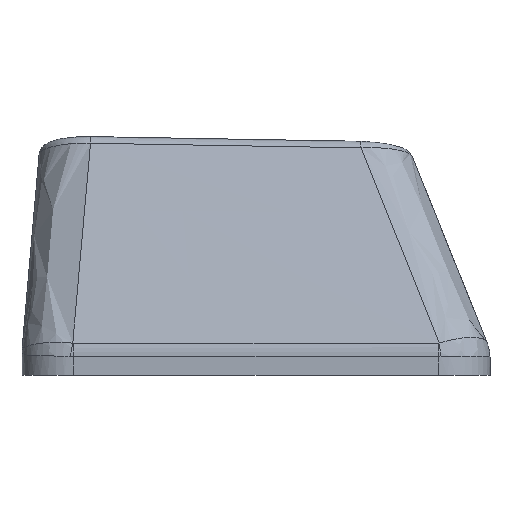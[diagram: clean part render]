
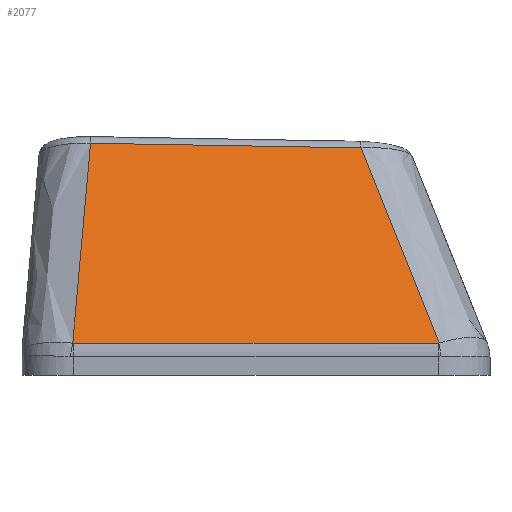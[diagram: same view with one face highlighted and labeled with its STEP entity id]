
A CAD part, left-side view. The second image highlights one B-rep face of the part: STEP entity #2077.
In plain terms, the highlighted free-form (B-spline) face has degree [3, 3] with [4, 4] control points.
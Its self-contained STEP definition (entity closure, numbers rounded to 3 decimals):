
#98=B_SPLINE_SURFACE_WITH_KNOTS('',3,3,((#4405,#4406,#4407,#4408),(#4409,
#4410,#4411,#4412),(#4413,#4414,#4415,#4416),(#4417,#4418,#4419,#4420)),
 .UNSPECIFIED.,.F.,.F.,.F.,(4,4),(4,4),(0.104,0.892),
(0.041,0.97),.UNSPECIFIED.);
#303=FACE_OUTER_BOUND('',#405,.T.);
#405=EDGE_LOOP('',(#1712,#1713,#1714,#1715,#1716,#1717));
#608=B_SPLINE_CURVE_WITH_KNOTS('',3,(#4101,#4102,#4103,#4104),
 .UNSPECIFIED.,.F.,.F.,(4,4),(0.,0.003),
 .UNSPECIFIED.);
#610=B_SPLINE_CURVE_WITH_KNOTS('',3,(#4128,#4129,#4130,#4131),
 .UNSPECIFIED.,.F.,.F.,(4,4),(0.,1.416),.UNSPECIFIED.);
#612=B_SPLINE_CURVE_WITH_KNOTS('',3,(#4155,#4156,#4157,#4158),
 .UNSPECIFIED.,.F.,.F.,(4,4),(0.,0.003),
 .UNSPECIFIED.);
#627=B_SPLINE_CURVE_WITH_KNOTS('',3,(#4422,#4423,#4424,#4425),
 .UNSPECIFIED.,.F.,.F.,(4,4),(0.039,0.904),
 .UNSPECIFIED.);
#628=B_SPLINE_CURVE_WITH_KNOTS('',3,(#4427,#4428,#4429,#4430),
 .UNSPECIFIED.,.F.,.F.,(4,4),(-1.049,0.),.UNSPECIFIED.);
#629=B_SPLINE_CURVE_WITH_KNOTS('',3,(#4431,#4432,#4433,#4434),
 .UNSPECIFIED.,.F.,.F.,(4,4),(-0.867,-0.037),
 .UNSPECIFIED.);
#887=VERTEX_POINT('',#4065);
#889=VERTEX_POINT('',#4094);
#891=VERTEX_POINT('',#4121);
#893=VERTEX_POINT('',#4148);
#909=VERTEX_POINT('',#4421);
#910=VERTEX_POINT('',#4426);
#1170=EDGE_CURVE('',#887,#889,#608,.T.);
#1173=EDGE_CURVE('',#889,#891,#610,.T.);
#1176=EDGE_CURVE('',#891,#893,#612,.T.);
#1200=EDGE_CURVE('',#909,#887,#627,.T.);
#1201=EDGE_CURVE('',#910,#909,#628,.T.);
#1202=EDGE_CURVE('',#893,#910,#629,.T.);
#1712=ORIENTED_EDGE('',*,*,#1176,.F.);
#1713=ORIENTED_EDGE('',*,*,#1173,.F.);
#1714=ORIENTED_EDGE('',*,*,#1170,.F.);
#1715=ORIENTED_EDGE('',*,*,#1200,.F.);
#1716=ORIENTED_EDGE('',*,*,#1201,.F.);
#1717=ORIENTED_EDGE('',*,*,#1202,.F.);
#2077=ADVANCED_FACE('',(#303),#98,.T.);
#4065=CARTESIAN_POINT('',(-8.981,-7.107,0.26));
#4094=CARTESIAN_POINT('',(-8.982,-7.081,0.258));
#4101=CARTESIAN_POINT('Ctrl Pts',(-8.981,-7.107,0.26));
#4102=CARTESIAN_POINT('Ctrl Pts',(-8.982,-7.098,0.259));
#4103=CARTESIAN_POINT('Ctrl Pts',(-8.982,-7.089,0.258));
#4104=CARTESIAN_POINT('Ctrl Pts',(-8.982,-7.081,0.258));
#4121=CARTESIAN_POINT('',(-8.986,7.08,0.253));
#4128=CARTESIAN_POINT('Ctrl Pts',(-8.982,-7.081,0.258));
#4129=CARTESIAN_POINT('Ctrl Pts',(-8.984,-2.36,0.256));
#4130=CARTESIAN_POINT('Ctrl Pts',(-8.985,2.36,0.255));
#4131=CARTESIAN_POINT('Ctrl Pts',(-8.986,7.08,0.253));
#4148=CARTESIAN_POINT('',(-8.985,7.111,0.256));
#4155=CARTESIAN_POINT('Ctrl Pts',(-8.986,7.08,0.253));
#4156=CARTESIAN_POINT('Ctrl Pts',(-8.986,7.091,0.253));
#4157=CARTESIAN_POINT('Ctrl Pts',(-8.986,7.101,0.254));
#4158=CARTESIAN_POINT('Ctrl Pts',(-8.985,7.111,0.256));
#4405=CARTESIAN_POINT('Ctrl Pts',(-6.097,-4.453,7.83));
#4406=CARTESIAN_POINT('Ctrl Pts',(-7.06,-5.339,5.303));
#4407=CARTESIAN_POINT('Ctrl Pts',(-8.023,-6.225,2.775));
#4408=CARTESIAN_POINT('Ctrl Pts',(-8.986,-7.111,0.247));
#4409=CARTESIAN_POINT('Ctrl Pts',(-6.097,-0.691,7.893));
#4410=CARTESIAN_POINT('Ctrl Pts',(-7.06,-1.251,5.345));
#4411=CARTESIAN_POINT('Ctrl Pts',(-8.023,-1.811,2.797));
#4412=CARTESIAN_POINT('Ctrl Pts',(-8.986,-2.37,0.249));
#4413=CARTESIAN_POINT('Ctrl Pts',(-6.097,3.071,7.955));
#4414=CARTESIAN_POINT('Ctrl Pts',(-7.06,2.837,5.387));
#4415=CARTESIAN_POINT('Ctrl Pts',(-8.023,2.604,2.819));
#4416=CARTESIAN_POINT('Ctrl Pts',(-8.986,2.37,0.251));
#4417=CARTESIAN_POINT('Ctrl Pts',(-6.097,6.832,8.017));
#4418=CARTESIAN_POINT('Ctrl Pts',(-7.06,6.925,5.429));
#4419=CARTESIAN_POINT('Ctrl Pts',(-8.023,7.018,2.841));
#4420=CARTESIAN_POINT('Ctrl Pts',(-8.986,7.111,0.253));
#4421=CARTESIAN_POINT('',(-6.099,-4.07,7.831));
#4422=CARTESIAN_POINT('Ctrl Pts',(-6.099,-4.07,7.831));
#4423=CARTESIAN_POINT('Ctrl Pts',(-7.059,-5.081,5.307));
#4424=CARTESIAN_POINT('Ctrl Pts',(-8.02,-6.094,2.783));
#4425=CARTESIAN_POINT('Ctrl Pts',(-8.981,-7.107,0.26));
#4426=CARTESIAN_POINT('',(-6.097,6.422,8.01));
#4427=CARTESIAN_POINT('Ctrl Pts',(-6.097,6.422,8.01));
#4428=CARTESIAN_POINT('Ctrl Pts',(-6.098,2.925,7.951));
#4429=CARTESIAN_POINT('Ctrl Pts',(-6.098,-0.573,
7.891));
#4430=CARTESIAN_POINT('Ctrl Pts',(-6.099,-4.07,7.831));
#4431=CARTESIAN_POINT('Ctrl Pts',(-8.985,7.111,0.256));
#4432=CARTESIAN_POINT('Ctrl Pts',(-8.023,6.882,2.841));
#4433=CARTESIAN_POINT('Ctrl Pts',(-7.061,6.652,5.426));
#4434=CARTESIAN_POINT('Ctrl Pts',(-6.097,6.422,8.01));
